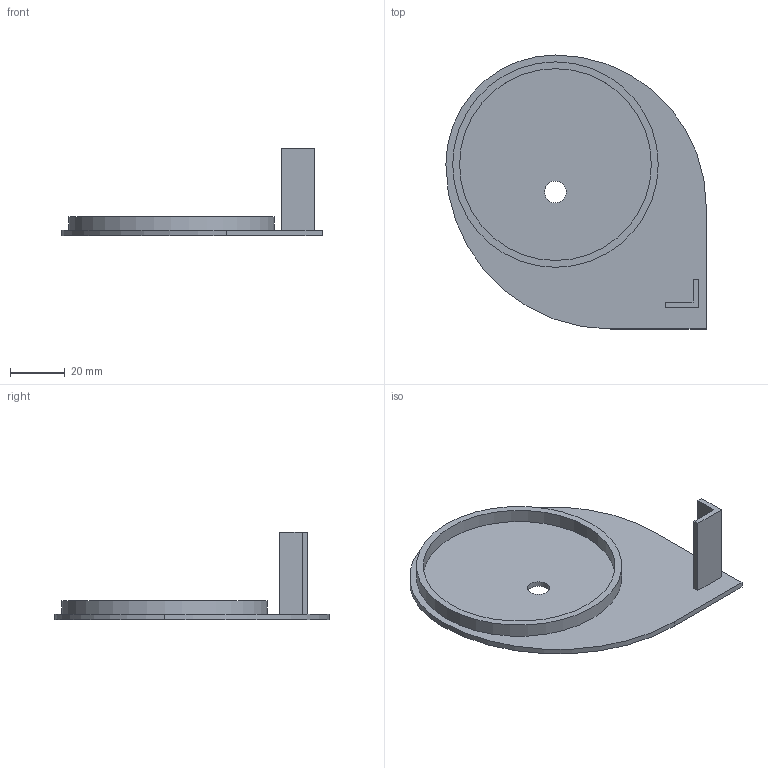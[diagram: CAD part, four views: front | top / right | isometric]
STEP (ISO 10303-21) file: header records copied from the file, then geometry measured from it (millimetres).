
FILE_DESCRIPTION(/* description */ (''),/* implementation_level */ '2;1');
FILE_NAME(/* name */ 'plate_base_print.step',/* time_stamp */ '2024-11-17T17:04:29+02:00',/* author */ (''),/* organization */ (''),/* preprocessor_version */ 'ST-DEVELOPER v20',/* originating_system */ 'Autodesk Translation Framework v13.20.0.188',/* authorisation */ '');
FILE_SCHEMA (('AUTOMOTIVE_DESIGN { 1 0 10303 214 3 1 1 }'));
Length unit declared in the file: millimetre
Products named in the file (1): plate base
Bounding box: 95 x 100 x 32 mm (x, y, z)
Volume: 19440.3 mm3; surface area: 19688.1 mm2
Topology: 1 solids, 1 shells, 19 faces, 42 edges, 28 vertices
Faces by surface type: plane 13, cylinder 6
Full cylindrical faces by diameter (mm): 8 x1, 70 x1, 75 x1
Entity records: 565 total; most frequent: DIRECTION 94, CARTESIAN_POINT 90, ORIENTED_EDGE 84, EDGE_CURVE 42, AXIS2_PLACEMENT_3D 32, LINE 30, VECTOR 30, VERTEX_POINT 28
